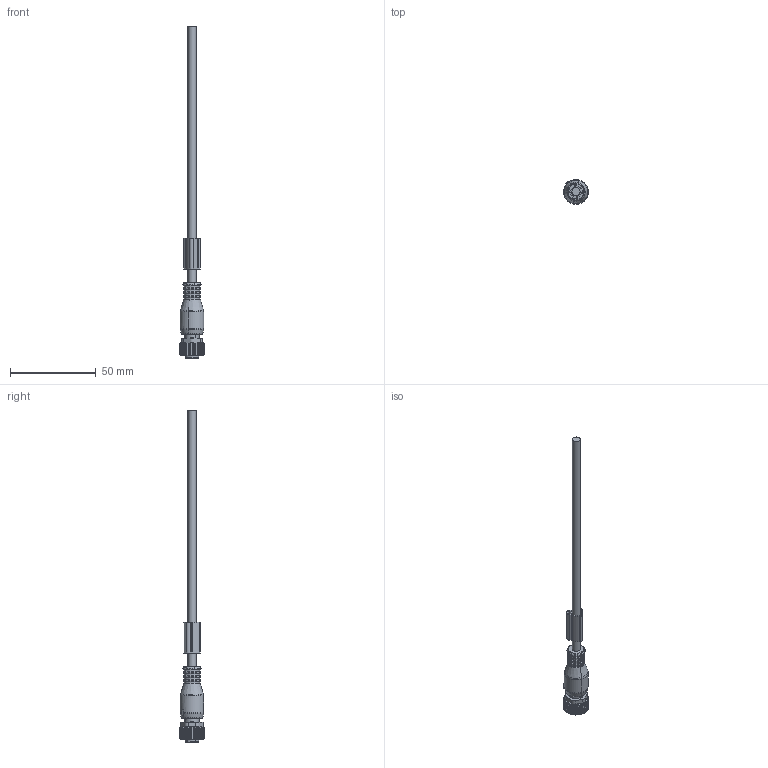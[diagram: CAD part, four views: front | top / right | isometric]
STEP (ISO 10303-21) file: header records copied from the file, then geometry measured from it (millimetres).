
FILE_DESCRIPTION(('CATIA V5 STEP Exchange','CAx-IF Rec.Pracs.--- Model Styling and Organization---1.5--- 2016-08-15','CAx-IF Rec.Pracs.---Supplemental Geometry---1.0---2011-11-01','CAx-IF Rec.Pracs.--- Composite Materials ---1.1---2010-07-15'),'2;1');
FILE_NAME ('201115-2_0', '2025-02-27T11:53:13+00:00', ('none'), ('Weidmueller'), 'CATIA Version 5-6 Release 2022 SP4 HF5', 'CATIA V5 STEP AP214 v3', 'none');
FILE_SCHEMA(('AUTOMOTIVE_DESIGN { 1 0 10303 214 1 1 1 1 }'));
Length unit declared in the file: millimetre
Products named in the file (1): 9457730000
Bounding box: 14.6 x 14.52 x 194 mm (x, y, z)
Volume: 7736.9 mm3; surface area: 7057.6 mm2
Topology: 1 solids, 10 shells, 622 faces, 1578 edges, 986 vertices
Faces by surface type: plane 251, cylinder 202, cone 88, torus 56, bspline 16, revolution 5, sphere 4
Entity records: 18900 total; most frequent: CARTESIAN_POINT 5158, ORIENTED_EDGE 3120, DIRECTION 2021, EDGE_CURVE 1560, VERTEX_POINT 986, AXIS2_PLACEMENT_3D 979, EDGE_LOOP 673, VECTOR 632
